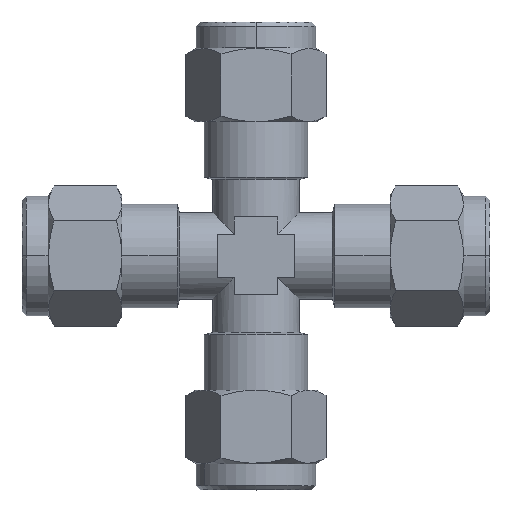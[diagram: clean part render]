
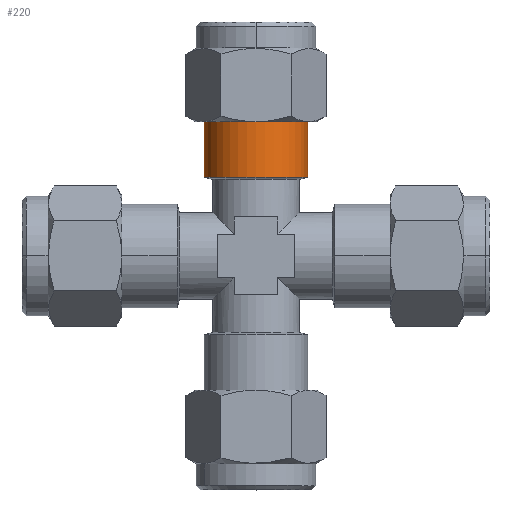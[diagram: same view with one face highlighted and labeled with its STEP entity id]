
A CAD part, top view. The second image highlights one B-rep face of the part: STEP entity #220.
In plain terms, the highlighted cylindrical face has radius 5.95 mm (diameter 11.9 mm), a partial arc.
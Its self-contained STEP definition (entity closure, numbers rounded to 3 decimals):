
#96 = VERTEX_POINT ( 'NONE', #1079 ) ;
#99 = VERTEX_POINT ( 'NONE', #1069 ) ;
#220 = ADVANCED_FACE ( 'NONE', ( #5434 ), #5442, .T. ) ;
#863 = ORIENTED_EDGE ( 'NONE', *, *, #5876, .T. ) ;
#864 = ORIENTED_EDGE ( 'NONE', *, *, #5782, .T. ) ;
#865 = ORIENTED_EDGE ( 'NONE', *, *, #5877, .T. ) ;
#866 = ORIENTED_EDGE ( 'NONE', *, *, #5859, .F. ) ;
#867 = ORIENTED_EDGE ( 'NONE', *, *, #5878, .F. ) ;
#1069 = CARTESIAN_POINT ( 'NONE',  ( -5.95, 38.85, 0. ) ) ;
#1079 = CARTESIAN_POINT ( 'NONE',  ( 0., 38.85, 5.95 ) ) ;
#1948 = EDGE_LOOP ( 'NONE', ( #863, #864, #865, #866, #867 ) ) ;
#2406 = AXIS2_PLACEMENT_3D ( 'NONE', #6973, #6974, #6982 ) ;
#2743 = CIRCLE ( 'NONE', #3719, 5.95 ) ;
#2838 = CIRCLE ( 'NONE', #3743, 5.95 ) ;
#2872 = CIRCLE ( 'NONE', #3751, 5.95 ) ;
#2874 = LINE ( 'NONE', #3143, #2876 ) ;
#2875 = LINE ( 'NONE', #3152, #2878 ) ;
#2876 = VECTOR ( 'NONE', #3144, 1000. ) ;
#2878 = VECTOR ( 'NONE', #3153, 1000. ) ;
#3108 = CARTESIAN_POINT ( 'NONE',  ( 0., 32.085, 0. ) ) ;
#3109 = DIRECTION ( 'NONE',  ( 0., -1., 0. ) ) ;
#3110 = DIRECTION ( 'NONE',  ( -1., 0., 0. ) ) ;
#3143 = CARTESIAN_POINT ( 'NONE',  ( -5.95, 23., 0. ) ) ;
#3144 = DIRECTION ( 'NONE',  ( 0., -1., 0. ) ) ;
#3149 = CARTESIAN_POINT ( 'NONE',  ( 0., 38.85, 0. ) ) ;
#3150 = DIRECTION ( 'NONE',  ( 0., -1., 0. ) ) ;
#3151 = DIRECTION ( 'NONE',  ( 1., 0., 0. ) ) ;
#3152 = CARTESIAN_POINT ( 'NONE',  ( 5.95, 23., 0. ) ) ;
#3153 = DIRECTION ( 'NONE',  ( 0., -1., 0. ) ) ;
#3719 = AXIS2_PLACEMENT_3D ( 'NONE', #4728, #4729, #4730 ) ;
#3743 = AXIS2_PLACEMENT_3D ( 'NONE', #3108, #3109, #3110 ) ;
#3751 = AXIS2_PLACEMENT_3D ( 'NONE', #3149, #3150, #3151 ) ;
#4520 = CARTESIAN_POINT ( 'NONE',  ( 5.95, 32.085, 0. ) ) ;
#4525 = CARTESIAN_POINT ( 'NONE',  ( -5.95, 32.085, 0. ) ) ;
#4528 = CARTESIAN_POINT ( 'NONE',  ( 5.95, 38.85, 0. ) ) ;
#4728 = CARTESIAN_POINT ( 'NONE',  ( 0., 38.85, 0. ) ) ;
#4729 = DIRECTION ( 'NONE',  ( 0., -1., 0. ) ) ;
#4730 = DIRECTION ( 'NONE',  ( 1., 0., 0. ) ) ;
#5434 = FACE_OUTER_BOUND ( 'NONE', #1948, .T. ) ;
#5442 = CYLINDRICAL_SURFACE ( 'NONE', #2406, 5.95 ) ;
#5643 = VERTEX_POINT ( 'NONE', #4520 ) ;
#5648 = VERTEX_POINT ( 'NONE', #4525 ) ;
#5651 = VERTEX_POINT ( 'NONE', #4528 ) ;
#5782 = EDGE_CURVE ( 'NONE', #96, #99, #2743, .T. ) ;
#5859 = EDGE_CURVE ( 'NONE', #5643, #5648, #2838, .T. ) ;
#5876 = EDGE_CURVE ( 'NONE', #5651, #96, #2872, .T. ) ;
#5877 = EDGE_CURVE ( 'NONE', #99, #5648, #2874, .T. ) ;
#5878 = EDGE_CURVE ( 'NONE', #5651, #5643, #2875, .T. ) ;
#6973 = CARTESIAN_POINT ( 'NONE',  ( 0., 23., 0. ) ) ;
#6974 = DIRECTION ( 'NONE',  ( 0., -1., 0. ) ) ;
#6982 = DIRECTION ( 'NONE',  ( 1., 0., 0. ) ) ;
